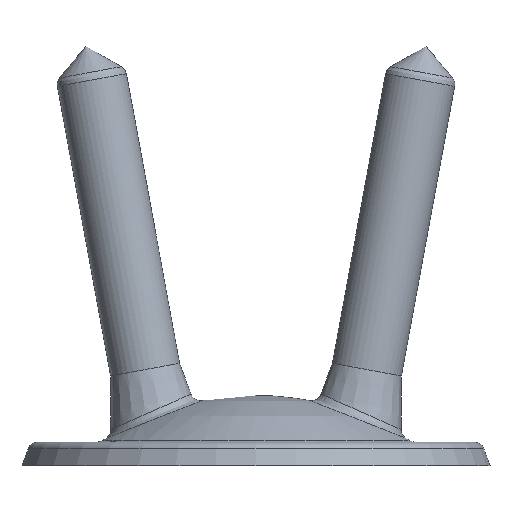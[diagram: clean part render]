
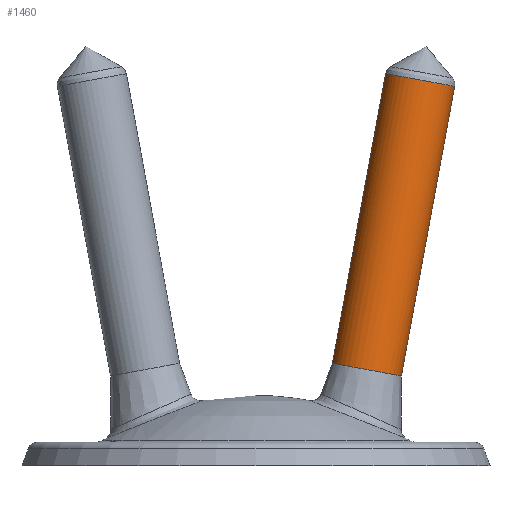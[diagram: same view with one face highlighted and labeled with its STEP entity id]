
A CAD part, front view. The second image highlights one B-rep face of the part: STEP entity #1460.
In plain terms, the highlighted cylindrical face has radius 4.5 mm (diameter 9 mm), a full revolution.
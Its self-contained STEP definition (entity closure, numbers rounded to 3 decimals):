
#1047 = CONICAL_SURFACE('',#1048,6.063,0.175);
#1048 = AXIS2_PLACEMENT_3D('',#1049,#1050,#1051);
#1049 = CARTESIAN_POINT('',(12.622,0.,
    3.594));
#1050 = DIRECTION('',(-0.18,0.,
    -0.984));
#1051 = DIRECTION('',(0.984,0.,-0.18
    ));
#1354 = VERTEX_POINT('',#1355);
#1355 = CARTESIAN_POINT('',(18.648,0.,
    11.5));
#1379 = EDGE_CURVE('',#1354,#1354,#1380,.T.);
#1380 = SURFACE_CURVE('',#1381,(#1386,#1393),.PCURVE_S1.);
#1381 = CIRCLE('',#1382,4.5);
#1382 = AXIS2_PLACEMENT_3D('',#1383,#1384,#1385);
#1383 = CARTESIAN_POINT('',(14.222,0.,
    12.312));
#1384 = DIRECTION('',(-0.18,0.,
    -0.984));
#1385 = DIRECTION('',(0.984,0.,-0.18
    ));
#1386 = PCURVE('',#1047,#1387);
#1387 = DEFINITIONAL_REPRESENTATION('',(#1388),#1392);
#1388 = LINE('',#1389,#1390);
#1389 = CARTESIAN_POINT('',(0.,-8.863));
#1390 = VECTOR('',#1391,1.);
#1391 = DIRECTION('',(1.,-0.));
#1392 = ( GEOMETRIC_REPRESENTATION_CONTEXT(2) 
PARAMETRIC_REPRESENTATION_CONTEXT() REPRESENTATION_CONTEXT('2D SPACE',''
  ) );
#1393 = PCURVE('',#1394,#1399);
#1394 = CYLINDRICAL_SURFACE('',#1395,4.5);
#1395 = AXIS2_PLACEMENT_3D('',#1396,#1397,#1398);
#1396 = CARTESIAN_POINT('',(14.222,0.,
    12.312));
#1397 = DIRECTION('',(0.18,0.,0.984)
  );
#1398 = DIRECTION('',(0.984,0.,-0.18
    ));
#1399 = DEFINITIONAL_REPRESENTATION('',(#1400),#1404);
#1400 = LINE('',#1401,#1402);
#1401 = CARTESIAN_POINT('',(-0.,0.));
#1402 = VECTOR('',#1403,1.);
#1403 = DIRECTION('',(-1.,0.));
#1404 = ( GEOMETRIC_REPRESENTATION_CONTEXT(2) 
PARAMETRIC_REPRESENTATION_CONTEXT() REPRESENTATION_CONTEXT('2D SPACE',''
  ) );
#1460 = ADVANCED_FACE('',(#1461),#1394,.T.);
#1461 = FACE_BOUND('',#1462,.F.);
#1462 = EDGE_LOOP('',(#1463,#1486,#1576,#1577));
#1463 = ORIENTED_EDGE('',*,*,#1464,.T.);
#1464 = EDGE_CURVE('',#1354,#1465,#1467,.T.);
#1465 = VERTEX_POINT('',#1466);
#1466 = CARTESIAN_POINT('',(25.462,0.,
    48.634));
#1467 = SEAM_CURVE('',#1468,(#1472,#1479),.PCURVE_S1.);
#1468 = LINE('',#1469,#1470);
#1469 = CARTESIAN_POINT('',(18.648,0.,
    11.5));
#1470 = VECTOR('',#1471,1.);
#1471 = DIRECTION('',(0.18,0.,0.984)
  );
#1472 = PCURVE('',#1394,#1473);
#1473 = DEFINITIONAL_REPRESENTATION('',(#1474),#1478);
#1474 = LINE('',#1475,#1476);
#1475 = CARTESIAN_POINT('',(-6.283,0.));
#1476 = VECTOR('',#1477,1.);
#1477 = DIRECTION('',(-0.,1.));
#1478 = ( GEOMETRIC_REPRESENTATION_CONTEXT(2) 
PARAMETRIC_REPRESENTATION_CONTEXT() REPRESENTATION_CONTEXT('2D SPACE',''
  ) );
#1479 = PCURVE('',#1394,#1480);
#1480 = DEFINITIONAL_REPRESENTATION('',(#1481),#1485);
#1481 = LINE('',#1482,#1483);
#1482 = CARTESIAN_POINT('',(-0.,0.));
#1483 = VECTOR('',#1484,1.);
#1484 = DIRECTION('',(-0.,1.));
#1485 = ( GEOMETRIC_REPRESENTATION_CONTEXT(2) 
PARAMETRIC_REPRESENTATION_CONTEXT() REPRESENTATION_CONTEXT('2D SPACE',''
  ) );
#1486 = ORIENTED_EDGE('',*,*,#1487,.F.);
#1487 = EDGE_CURVE('',#1465,#1465,#1488,.T.);
#1488 = SURFACE_CURVE('',#1489,(#1504,#1526),.PCURVE_S1.);
#1489 = ( BOUNDED_CURVE() B_SPLINE_CURVE(13,(#1490,#1491,#1492,#1493,
    #1494,#1495,#1496,#1497,#1498,#1499,#1500,#1501,#1502,#1503),
.UNSPECIFIED.,.T.,.F.) B_SPLINE_CURVE_WITH_KNOTS((14,14),(
0.,28.274),.PIECEWISE_BEZIER_KNOTS.) CURVE() 
GEOMETRIC_REPRESENTATION_ITEM() RATIONAL_B_SPLINE_CURVE((1.,1.,
    1.,1.,1.,1.,
    1.,1.,1.,1.,
1.,1.,1.,1.)) REPRESENTATION_ITEM('') );
#1490 = CARTESIAN_POINT('',(25.462,0.,
    48.634));
#1491 = CARTESIAN_POINT('',(25.462,-2.143,
    48.634));
#1492 = CARTESIAN_POINT('',(24.373,-4.336,
    48.834));
#1493 = CARTESIAN_POINT('',(22.13,-5.904,
    49.246));
#1494 = CARTESIAN_POINT('',(19.045,-6.145,
    49.812));
#1495 = CARTESIAN_POINT('',(16.379,-4.474,
    50.301));
#1496 = CARTESIAN_POINT('',(14.424,-2.034,
    50.66));
#1497 = CARTESIAN_POINT('',(14.424,2.034,
    50.66));
#1498 = CARTESIAN_POINT('',(16.379,4.474,
    50.301));
#1499 = CARTESIAN_POINT('',(19.045,6.145,
    49.812));
#1500 = CARTESIAN_POINT('',(22.13,5.904,
    49.246));
#1501 = CARTESIAN_POINT('',(24.373,4.336,
    48.834));
#1502 = CARTESIAN_POINT('',(25.462,2.143,
    48.634));
#1503 = CARTESIAN_POINT('',(25.462,0.,
    48.634));
#1504 = PCURVE('',#1394,#1505);
#1505 = DEFINITIONAL_REPRESENTATION('',(#1506),#1525);
#1506 = B_SPLINE_CURVE_WITH_KNOTS('',9,(#1507,#1508,#1509,#1510,#1511,
    #1512,#1513,#1514,#1515,#1516,#1517,#1518,#1519,#1520,#1521,#1522,
    #1523,#1524),.UNSPECIFIED.,.F.,.F.,(10,8,10),(0.,
    14.137,28.274),.UNSPECIFIED.);
#1507 = CARTESIAN_POINT('',(0.,37.755));
#1508 = CARTESIAN_POINT('',(-0.344,37.755));
#1509 = CARTESIAN_POINT('',(-0.694,37.755));
#1510 = CARTESIAN_POINT('',(-1.045,37.755));
#1511 = CARTESIAN_POINT('',(-1.396,37.755));
#1512 = CARTESIAN_POINT('',(-1.745,37.755));
#1513 = CARTESIAN_POINT('',(-2.095,37.755));
#1514 = CARTESIAN_POINT('',(-2.443,37.755));
#1515 = CARTESIAN_POINT('',(-2.793,37.755));
#1516 = CARTESIAN_POINT('',(-3.491,37.755));
#1517 = CARTESIAN_POINT('',(-3.84,37.755));
#1518 = CARTESIAN_POINT('',(-4.189,37.755));
#1519 = CARTESIAN_POINT('',(-4.538,37.755));
#1520 = CARTESIAN_POINT('',(-4.887,37.755));
#1521 = CARTESIAN_POINT('',(-5.238,37.755));
#1522 = CARTESIAN_POINT('',(-5.589,37.755));
#1523 = CARTESIAN_POINT('',(-5.939,37.755));
#1524 = CARTESIAN_POINT('',(-6.283,37.755));
#1525 = ( GEOMETRIC_REPRESENTATION_CONTEXT(2) 
PARAMETRIC_REPRESENTATION_CONTEXT() REPRESENTATION_CONTEXT('2D SPACE',''
  ) );
#1526 = PCURVE('',#1527,#1570);
#1527 = ( BOUNDED_SURFACE() B_SPLINE_SURFACE(2,13,(
    (#1528,#1529,#1530,#1531,#1532,#1533,#1534,#1535,#1536,#1537,#1538
      ,#1539,#1540,#1541)
    ,(#1542,#1543,#1544,#1545,#1546,#1547,#1548,#1549,#1550,#1551,#1552
      ,#1553,#1554,#1555)
    ,(#1556,#1557,#1558,#1559,#1560,#1561,#1562,#1563,#1564,#1565,#1566
      ,#1567,#1568,#1569
)),.UNSPECIFIED.,.F.,.T.,.F.) B_SPLINE_SURFACE_WITH_KNOTS((3,3),(14,14),
  (0.,28.274),(0.,28.274),
.PIECEWISE_BEZIER_KNOTS.) GEOMETRIC_REPRESENTATION_ITEM() 
RATIONAL_B_SPLINE_SURFACE((
    (1.,1.,1.,1.,1.,1.
      ,1.,1.,1.,1.
      ,1.,1.,1.,1.)
    ,(0.906,0.906,0.906,0.906
      ,0.906,0.906,0.906,0.906
      ,0.906,0.906,0.906,0.906
      ,0.906,0.906)
    ,(1.,1.,1.,1.,1.,1.
      ,1.,1.,1.,1.
,1.,1.,1.,1.
  ))) REPRESENTATION_ITEM('') SURFACE() );
#1528 = CARTESIAN_POINT('',(25.462,0.,
    48.634));
#1529 = CARTESIAN_POINT('',(25.462,-2.143,
    48.634));
#1530 = CARTESIAN_POINT('',(24.373,-4.336,
    48.834));
#1531 = CARTESIAN_POINT('',(22.13,-5.904,
    49.246));
#1532 = CARTESIAN_POINT('',(19.045,-6.145,
    49.812));
#1533 = CARTESIAN_POINT('',(16.379,-4.474,
    50.301));
#1534 = CARTESIAN_POINT('',(14.424,-2.034,
    50.66));
#1535 = CARTESIAN_POINT('',(14.424,2.034,
    50.66));
#1536 = CARTESIAN_POINT('',(16.379,4.474,
    50.301));
#1537 = CARTESIAN_POINT('',(19.045,6.145,
    49.812));
#1538 = CARTESIAN_POINT('',(22.13,5.904,
    49.246));
#1539 = CARTESIAN_POINT('',(24.373,4.336,
    48.834));
#1540 = CARTESIAN_POINT('',(25.462,2.143,
    48.634));
#1541 = CARTESIAN_POINT('',(25.462,0.,
    48.634));
#1542 = CARTESIAN_POINT('',(25.572,0.,
    49.231));
#1543 = CARTESIAN_POINT('',(25.572,-2.143,
    49.231));
#1544 = CARTESIAN_POINT('',(24.482,-4.336,
    49.43));
#1545 = CARTESIAN_POINT('',(22.24,-5.904,
    49.842));
#1546 = CARTESIAN_POINT('',(19.154,-6.145,
    50.408));
#1547 = CARTESIAN_POINT('',(16.488,-4.474,
    50.897));
#1548 = CARTESIAN_POINT('',(14.533,-2.034,
    51.256));
#1549 = CARTESIAN_POINT('',(14.533,2.034,
    51.256));
#1550 = CARTESIAN_POINT('',(16.488,4.474,50.897
    ));
#1551 = CARTESIAN_POINT('',(19.154,6.145,
    50.408));
#1552 = CARTESIAN_POINT('',(22.24,5.904,
    49.842));
#1553 = CARTESIAN_POINT('',(24.482,4.336,
    49.43));
#1554 = CARTESIAN_POINT('',(25.572,2.143,
    49.231));
#1555 = CARTESIAN_POINT('',(25.572,0.,
    49.231));
#1556 = CARTESIAN_POINT('',(25.185,0.,
    49.698));
#1557 = CARTESIAN_POINT('',(25.185,-1.922,
    49.698));
#1558 = CARTESIAN_POINT('',(24.208,-3.889,
    49.877));
#1559 = CARTESIAN_POINT('',(22.197,-5.295,
    50.246));
#1560 = CARTESIAN_POINT('',(19.43,-5.511,
    50.754));
#1561 = CARTESIAN_POINT('',(17.039,-4.012,
    51.192));
#1562 = CARTESIAN_POINT('',(15.286,-1.824,
    51.514));
#1563 = CARTESIAN_POINT('',(15.286,1.824,
    51.514));
#1564 = CARTESIAN_POINT('',(17.039,4.012,
    51.192));
#1565 = CARTESIAN_POINT('',(19.43,5.511,
    50.754));
#1566 = CARTESIAN_POINT('',(22.197,5.295,
    50.246));
#1567 = CARTESIAN_POINT('',(24.208,3.889,
    49.877));
#1568 = CARTESIAN_POINT('',(25.185,1.922,
    49.698));
#1569 = CARTESIAN_POINT('',(25.185,0.,
    49.698));
#1570 = DEFINITIONAL_REPRESENTATION('',(#1571),#1575);
#1571 = LINE('',#1572,#1573);
#1572 = CARTESIAN_POINT('',(0.,0.));
#1573 = VECTOR('',#1574,1.);
#1574 = DIRECTION('',(0.,1.));
#1575 = ( GEOMETRIC_REPRESENTATION_CONTEXT(2) 
PARAMETRIC_REPRESENTATION_CONTEXT() REPRESENTATION_CONTEXT('2D SPACE',''
  ) );
#1576 = ORIENTED_EDGE('',*,*,#1464,.F.);
#1577 = ORIENTED_EDGE('',*,*,#1379,.T.);
